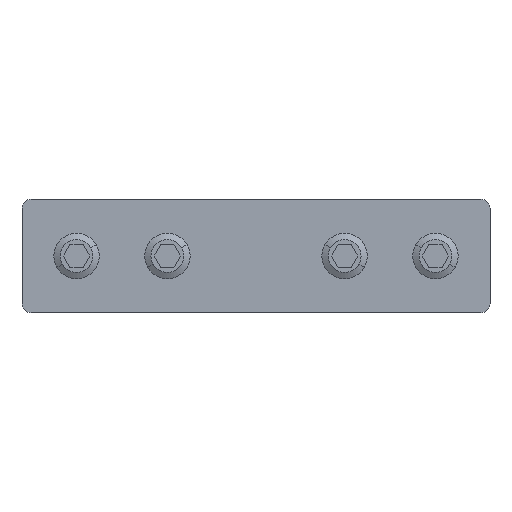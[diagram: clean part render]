
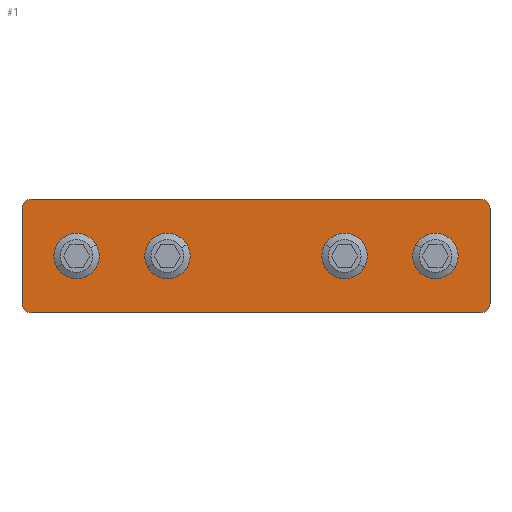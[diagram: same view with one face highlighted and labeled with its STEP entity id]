
A CAD part, left-side view. The second image highlights one B-rep face of the part: STEP entity #1.
In plain terms, the highlighted planar face has unit normal (-1, 0, 0).
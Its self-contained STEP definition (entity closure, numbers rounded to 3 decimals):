
#1 = ADVANCED_FACE ( 'NONE', ( #1749, #3408, #446, #123, #1541 ), #2609, .F. ) ;
#7 = ORIENTED_EDGE ( 'NONE', *, *, #1589, .T. ) ;
#28 = ORIENTED_EDGE ( 'NONE', *, *, #246, .F. ) ;
#30 = DIRECTION ( 'NONE',  ( 0., 0., 1. ) ) ;
#72 = DIRECTION ( 'NONE',  ( -1., 0., 0. ) ) ;
#123 = FACE_BOUND ( 'NONE', #534, .T. ) ;
#150 = ORIENTED_EDGE ( 'NONE', *, *, #1500, .T. ) ;
#160 = DIRECTION ( 'NONE',  ( -1., 0., 0. ) ) ;
#185 = DIRECTION ( 'NONE',  ( 0., 1., 0. ) ) ;
#200 = DIRECTION ( 'NONE',  ( -1., 0., 0. ) ) ;
#241 = CIRCLE ( 'NONE', #3490, 4.25 ) ;
#243 = CARTESIAN_POINT ( 'NONE',  ( -40., 71., 12.5 ) ) ;
#246 = EDGE_CURVE ( 'NONE', #1448, #2887, #2909, .T. ) ;
#289 = CARTESIAN_POINT ( 'NONE',  ( -40., 101., 2. ) ) ;
#302 = AXIS2_PLACEMENT_3D ( 'NONE', #1350, #2979, #3264 ) ;
#305 = VECTOR ( 'NONE', #3169, 1000. ) ;
#316 = CARTESIAN_POINT ( 'NONE',  ( -40., 103., 25. ) ) ;
#318 = CARTESIAN_POINT ( 'NONE',  ( -40., 12., 12.5 ) ) ;
#320 = VERTEX_POINT ( 'NONE', #1713 ) ;
#334 = EDGE_LOOP ( 'NONE', ( #1717, #1512, #771, #150, #2033, #7, #3494, #1245 ) ) ;
#336 = CARTESIAN_POINT ( 'NONE',  ( -40., 103., 23. ) ) ;
#382 = EDGE_CURVE ( 'NONE', #1418, #2411, #2337, .T. ) ;
#411 = CARTESIAN_POINT ( 'NONE',  ( -40., 71., 16.75 ) ) ;
#446 = FACE_BOUND ( 'NONE', #2023, .T. ) ;
#473 = CARTESIAN_POINT ( 'NONE',  ( -40., 32., 8.25 ) ) ;
#491 = DIRECTION ( 'NONE',  ( 0., 1., 0. ) ) ;
#508 = CARTESIAN_POINT ( 'NONE',  ( -40., 101., 23. ) ) ;
#525 = CARTESIAN_POINT ( 'NONE',  ( -40., 32., 12.5 ) ) ;
#534 = EDGE_LOOP ( 'NONE', ( #855, #1432 ) ) ;
#545 = LINE ( 'NONE', #1106, #2395 ) ;
#581 = EDGE_CURVE ( 'NONE', #320, #3523, #2282, .T. ) ;
#612 = LINE ( 'NONE', #1220, #3055 ) ;
#678 = ORIENTED_EDGE ( 'NONE', *, *, #382, .F. ) ;
#685 = DIRECTION ( 'NONE',  ( 0., 1., 0. ) ) ;
#706 = CIRCLE ( 'NONE', #1334, 2. ) ;
#716 = CARTESIAN_POINT ( 'NONE',  ( -40., 12., 16.75 ) ) ;
#734 = CARTESIAN_POINT ( 'NONE',  ( -40., 0., 23. ) ) ;
#753 = CARTESIAN_POINT ( 'NONE',  ( -40., 0., 2. ) ) ;
#771 = ORIENTED_EDGE ( 'NONE', *, *, #2369, .T. ) ;
#787 = LINE ( 'NONE', #3455, #305 ) ;
#807 = VERTEX_POINT ( 'NONE', #3108 ) ;
#811 = CARTESIAN_POINT ( 'NONE',  ( -40., 91., 12.5 ) ) ;
#855 = ORIENTED_EDGE ( 'NONE', *, *, #2139, .F. ) ;
#866 = EDGE_CURVE ( 'NONE', #2411, #1418, #1332, .T. ) ;
#899 = DIRECTION ( 'NONE',  ( 0., 0., 1. ) ) ;
#1046 = VERTEX_POINT ( 'NONE', #2922 ) ;
#1078 = CARTESIAN_POINT ( 'NONE',  ( -40., 32., 12.5 ) ) ;
#1100 = VERTEX_POINT ( 'NONE', #753 ) ;
#1106 = CARTESIAN_POINT ( 'NONE',  ( -40., 0., 25. ) ) ;
#1154 = DIRECTION ( 'NONE',  ( -1., 0., 0. ) ) ;
#1220 = CARTESIAN_POINT ( 'NONE',  ( -40., 103., 25. ) ) ;
#1245 = ORIENTED_EDGE ( 'NONE', *, *, #3147, .T. ) ;
#1284 = EDGE_CURVE ( 'NONE', #2887, #1448, #2750, .T. ) ;
#1332 = CIRCLE ( 'NONE', #1778, 4.25 ) ;
#1334 = AXIS2_PLACEMENT_3D ( 'NONE', #2678, #2900, #185 ) ;
#1335 = CIRCLE ( 'NONE', #302, 4.25 ) ;
#1342 = CARTESIAN_POINT ( 'NONE',  ( -40., 2., 2. ) ) ;
#1350 = CARTESIAN_POINT ( 'NONE',  ( -40., 91., 12.5 ) ) ;
#1379 = DIRECTION ( 'NONE',  ( -1., 0., 0. ) ) ;
#1398 = CARTESIAN_POINT ( 'NONE',  ( -40., 101., 25. ) ) ;
#1404 = DIRECTION ( 'NONE',  ( -1., 0., 0. ) ) ;
#1418 = VERTEX_POINT ( 'NONE', #716 ) ;
#1432 = ORIENTED_EDGE ( 'NONE', *, *, #3299, .F. ) ;
#1448 = VERTEX_POINT ( 'NONE', #411 ) ;
#1450 = VECTOR ( 'NONE', #2694, 1000. ) ;
#1497 = CARTESIAN_POINT ( 'NONE',  ( -40., 12., 12.5 ) ) ;
#1500 = EDGE_CURVE ( 'NONE', #2072, #1100, #2016, .T. ) ;
#1512 = ORIENTED_EDGE ( 'NONE', *, *, #581, .T. ) ;
#1541 = FACE_OUTER_BOUND ( 'NONE', #334, .T. ) ;
#1555 = DIRECTION ( 'NONE',  ( 0., 0., 1. ) ) ;
#1570 = DIRECTION ( 'NONE',  ( -1., 0., 0. ) ) ;
#1589 = EDGE_CURVE ( 'NONE', #2376, #1798, #706, .T. ) ;
#1638 = LINE ( 'NONE', #316, #1450 ) ;
#1647 = DIRECTION ( 'NONE',  ( -1., 0., 0. ) ) ;
#1664 = DIRECTION ( 'NONE',  ( 0., 0., 1. ) ) ;
#1671 = AXIS2_PLACEMENT_3D ( 'NONE', #1342, #2407, #2932 ) ;
#1675 = CARTESIAN_POINT ( 'NONE',  ( -40., 2., 25. ) ) ;
#1712 = DIRECTION ( 'NONE',  ( 0., -1., 0. ) ) ;
#1713 = CARTESIAN_POINT ( 'NONE',  ( -40., 103., 2. ) ) ;
#1717 = ORIENTED_EDGE ( 'NONE', *, *, #1792, .T. ) ;
#1732 = DIRECTION ( 'NONE',  ( 1., 0., 0. ) ) ;
#1749 = FACE_BOUND ( 'NONE', #2910, .T. ) ;
#1753 = DIRECTION ( 'NONE',  ( 0., 0., 1. ) ) ;
#1758 = EDGE_CURVE ( 'NONE', #2376, #1100, #545, .T. ) ;
#1778 = AXIS2_PLACEMENT_3D ( 'NONE', #1497, #160, #1753 ) ;
#1789 = ORIENTED_EDGE ( 'NONE', *, *, #2164, .F. ) ;
#1792 = EDGE_CURVE ( 'NONE', #2821, #320, #1638, .T. ) ;
#1798 = VERTEX_POINT ( 'NONE', #1675 ) ;
#1813 = CARTESIAN_POINT ( 'NONE',  ( -40., 12., 8.25 ) ) ;
#1879 = DIRECTION ( 'NONE',  ( -1., 0., 0. ) ) ;
#1890 = AXIS2_PLACEMENT_3D ( 'NONE', #243, #1570, #1555 ) ;
#1957 = AXIS2_PLACEMENT_3D ( 'NONE', #2759, #1154, #3052 ) ;
#2016 = CIRCLE ( 'NONE', #1671, 2. ) ;
#2023 = EDGE_LOOP ( 'NONE', ( #678, #2299 ) ) ;
#2032 = EDGE_CURVE ( 'NONE', #2778, #1046, #1335, .T. ) ;
#2033 = ORIENTED_EDGE ( 'NONE', *, *, #1758, .F. ) ;
#2034 = CIRCLE ( 'NONE', #3000, 2. ) ;
#2072 = VERTEX_POINT ( 'NONE', #2760 ) ;
#2100 = ORIENTED_EDGE ( 'NONE', *, *, #1284, .F. ) ;
#2139 = EDGE_CURVE ( 'NONE', #807, #3280, #241, .T. ) ;
#2164 = EDGE_CURVE ( 'NONE', #1046, #2778, #2980, .T. ) ;
#2267 = CARTESIAN_POINT ( 'NONE',  ( -40., 101., 0. ) ) ;
#2282 = CIRCLE ( 'NONE', #2795, 2. ) ;
#2299 = ORIENTED_EDGE ( 'NONE', *, *, #866, .F. ) ;
#2337 = CIRCLE ( 'NONE', #3481, 4.25 ) ;
#2369 = EDGE_CURVE ( 'NONE', #3523, #2072, #787, .T. ) ;
#2376 = VERTEX_POINT ( 'NONE', #734 ) ;
#2395 = VECTOR ( 'NONE', #2443, 1000. ) ;
#2407 = DIRECTION ( 'NONE',  ( -1., 0., 0. ) ) ;
#2411 = VERTEX_POINT ( 'NONE', #1813 ) ;
#2443 = DIRECTION ( 'NONE',  ( 0., 0., -1. ) ) ;
#2609 = PLANE ( 'NONE',  #2913 ) ;
#2650 = AXIS2_PLACEMENT_3D ( 'NONE', #525, #1879, #2782 ) ;
#2678 = CARTESIAN_POINT ( 'NONE',  ( -40., 2., 23. ) ) ;
#2694 = DIRECTION ( 'NONE',  ( 0., 0., -1. ) ) ;
#2737 = VERTEX_POINT ( 'NONE', #1398 ) ;
#2750 = CIRCLE ( 'NONE', #1957, 4.25 ) ;
#2759 = CARTESIAN_POINT ( 'NONE',  ( -40., 71., 12.5 ) ) ;
#2760 = CARTESIAN_POINT ( 'NONE',  ( -40., 2., 0. ) ) ;
#2778 = VERTEX_POINT ( 'NONE', #3348 ) ;
#2782 = DIRECTION ( 'NONE',  ( 0., 0., 1. ) ) ;
#2795 = AXIS2_PLACEMENT_3D ( 'NONE', #289, #72, #3073 ) ;
#2802 = AXIS2_PLACEMENT_3D ( 'NONE', #811, #1404, #30 ) ;
#2810 = EDGE_LOOP ( 'NONE', ( #28, #2100 ) ) ;
#2821 = VERTEX_POINT ( 'NONE', #336 ) ;
#2831 = CARTESIAN_POINT ( 'NONE',  ( -40., 103., 25. ) ) ;
#2858 = EDGE_CURVE ( 'NONE', #2737, #1798, #612, .T. ) ;
#2887 = VERTEX_POINT ( 'NONE', #3401 ) ;
#2900 = DIRECTION ( 'NONE',  ( -1., 0., 0. ) ) ;
#2909 = CIRCLE ( 'NONE', #1890, 4.25 ) ;
#2910 = EDGE_LOOP ( 'NONE', ( #3058, #1789 ) ) ;
#2913 = AXIS2_PLACEMENT_3D ( 'NONE', #2831, #1732, #685 ) ;
#2922 = CARTESIAN_POINT ( 'NONE',  ( -40., 91., 8.25 ) ) ;
#2932 = DIRECTION ( 'NONE',  ( 0., 1., 0. ) ) ;
#2979 = DIRECTION ( 'NONE',  ( -1., 0., 0. ) ) ;
#2980 = CIRCLE ( 'NONE', #2802, 4.25 ) ;
#3000 = AXIS2_PLACEMENT_3D ( 'NONE', #508, #200, #491 ) ;
#3052 = DIRECTION ( 'NONE',  ( 0., 0., 1. ) ) ;
#3055 = VECTOR ( 'NONE', #1712, 1000. ) ;
#3058 = ORIENTED_EDGE ( 'NONE', *, *, #2032, .F. ) ;
#3073 = DIRECTION ( 'NONE',  ( 0., 1., 0. ) ) ;
#3108 = CARTESIAN_POINT ( 'NONE',  ( -40., 32., 16.75 ) ) ;
#3147 = EDGE_CURVE ( 'NONE', #2737, #2821, #2034, .T. ) ;
#3169 = DIRECTION ( 'NONE',  ( 0., -1., 0. ) ) ;
#3264 = DIRECTION ( 'NONE',  ( 0., 0., 1. ) ) ;
#3280 = VERTEX_POINT ( 'NONE', #473 ) ;
#3299 = EDGE_CURVE ( 'NONE', #3280, #807, #3397, .T. ) ;
#3348 = CARTESIAN_POINT ( 'NONE',  ( -40., 91., 16.75 ) ) ;
#3397 = CIRCLE ( 'NONE', #2650, 4.25 ) ;
#3401 = CARTESIAN_POINT ( 'NONE',  ( -40., 71., 8.25 ) ) ;
#3408 = FACE_BOUND ( 'NONE', #2810, .T. ) ;
#3455 = CARTESIAN_POINT ( 'NONE',  ( -40., 103., 0. ) ) ;
#3481 = AXIS2_PLACEMENT_3D ( 'NONE', #318, #1379, #899 ) ;
#3490 = AXIS2_PLACEMENT_3D ( 'NONE', #1078, #1647, #1664 ) ;
#3494 = ORIENTED_EDGE ( 'NONE', *, *, #2858, .F. ) ;
#3523 = VERTEX_POINT ( 'NONE', #2267 ) ;
